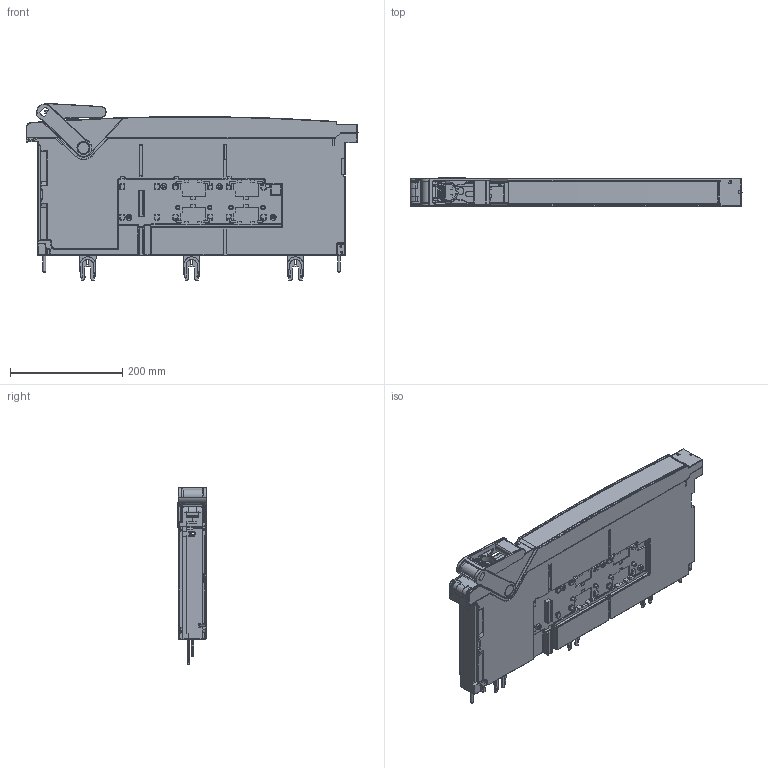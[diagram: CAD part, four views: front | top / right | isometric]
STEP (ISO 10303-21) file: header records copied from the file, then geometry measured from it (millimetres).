
FILE_DESCRIPTION((''),'2;1');
FILE_NAME('XRG00-185-10-3P','2023-01-10T18:07:22',('sarey'),(''),'CREO PARAMETRIC BY PTC INC, 2017260','CREO PARAMETRIC BY PTC INC, 2017260','');
FILE_SCHEMA(('AUTOMOTIVE_DESIGN { 1 0 10303 214 1 1 1 1 }'));
Products named in the file (1): XRG00-185-10-3P
Bounding box: 591.48 x 51.13 x 316.15 mm (x, y, z)
Surface area: 583463.9 mm2 (no closed solid volume)
Topology: 0 solids, 815 shells, 3800 faces, 14931 edges, 11765 vertices
Faces by surface type: plane 1527, cylinder 1369, bspline 299, torus 270, cone 191, sphere 132, extrusion 10, revolution 2
Entity records: 239878 total; most frequent: CARTESIAN_POINT 75813, DIRECTION 21369, ORIENTED_EDGE 20828, EDGE_CURVE 14794, PRESENTATION_STYLE_ASSIGNMENT 13390, STYLED_ITEM 12840, VERTEX_POINT 11765, CURVE_STYLE 11113
